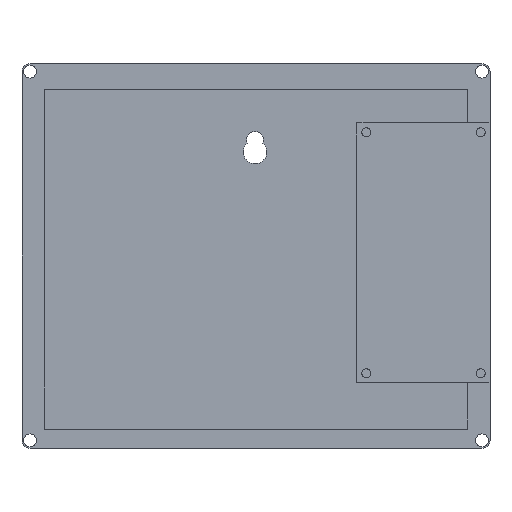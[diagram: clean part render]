
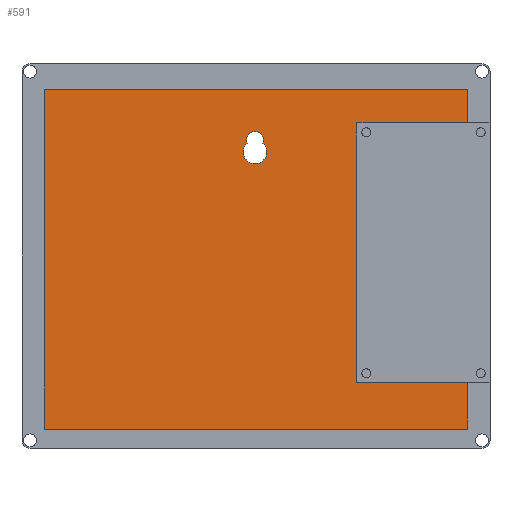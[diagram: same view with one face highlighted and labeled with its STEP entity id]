
A CAD part, front view. The second image highlights one B-rep face of the part: STEP entity #591.
In plain terms, the highlighted planar face has unit normal (0, -1, 0).
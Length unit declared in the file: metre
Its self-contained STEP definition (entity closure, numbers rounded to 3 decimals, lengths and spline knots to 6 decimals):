
#48=CIRCLE('',#659,0.003665);
#49=CIRCLE('',#661,0.002627);
#184=ORIENTED_EDGE('',*,*,#273,.F.);
#185=ORIENTED_EDGE('',*,*,#235,.T.);
#186=ORIENTED_EDGE('',*,*,#249,.F.);
#187=ORIENTED_EDGE('',*,*,#246,.F.);
#188=ORIENTED_EDGE('',*,*,#242,.T.);
#189=ORIENTED_EDGE('',*,*,#270,.T.);
#190=ORIENTED_EDGE('',*,*,#264,.F.);
#191=ORIENTED_EDGE('',*,*,#239,.F.);
#192=ORIENTED_EDGE('',*,*,#275,.F.);
#193=ORIENTED_EDGE('',*,*,#277,.F.);
#235=EDGE_CURVE('',#310,#309,#353,.T.);
#239=EDGE_CURVE('',#311,#312,#357,.T.);
#242=EDGE_CURVE('',#314,#315,#360,.T.);
#246=EDGE_CURVE('',#314,#318,#364,.T.);
#249=EDGE_CURVE('',#318,#309,#367,.T.);
#264=EDGE_CURVE('',#312,#326,#378,.T.);
#270=EDGE_CURVE('',#315,#326,#381,.T.);
#273=EDGE_CURVE('',#310,#311,#383,.T.);
#275=EDGE_CURVE('',#332,#333,#48,.T.);
#277=EDGE_CURVE('',#333,#332,#49,.T.);
#309=VERTEX_POINT('',#910);
#310=VERTEX_POINT('',#912);
#311=VERTEX_POINT('',#917);
#312=VERTEX_POINT('',#919);
#314=VERTEX_POINT('',#925);
#315=VERTEX_POINT('',#926);
#318=VERTEX_POINT('',#934);
#326=VERTEX_POINT('',#969);
#332=VERTEX_POINT('',#993);
#333=VERTEX_POINT('',#995);
#353=LINE('',#911,#401);
#357=LINE('',#918,#405);
#360=LINE('',#924,#408);
#364=LINE('',#933,#412);
#367=LINE('',#939,#415);
#378=LINE('',#968,#426);
#381=LINE('',#983,#429);
#383=LINE('',#990,#431);
#401=VECTOR('',#728,1.);
#405=VECTOR('',#734,1.);
#408=VECTOR('',#739,1.);
#412=VECTOR('',#745,1.);
#415=VECTOR('',#750,1.);
#426=VECTOR('',#785,1.);
#429=VECTOR('',#802,1.);
#431=VECTOR('',#812,1.);
#476=EDGE_LOOP('',(#184,#185,#186,#187,#188,#189,#190,#191));
#477=EDGE_LOOP('',(#192,#193));
#532=FACE_BOUND('',#476,.T.);
#533=FACE_BOUND('',#477,.T.);
#561=PLANE('',#662);
#591=ADVANCED_FACE('',(#532,#533),#561,.T.);
#659=AXIS2_PLACEMENT_3D('',#994,#816,#817);
#661=AXIS2_PLACEMENT_3D('',#998,#821,#822);
#662=AXIS2_PLACEMENT_3D('',#999,#823,#824);
#728=DIRECTION('',(1.,0.,0.));
#734=DIRECTION('',(1.,0.,0.));
#739=DIRECTION('',(0.,0.,-1.));
#745=DIRECTION('',(1.,0.,0.));
#750=DIRECTION('',(0.,0.,-1.));
#785=DIRECTION('',(0.,0.,-1.));
#802=DIRECTION('',(1.,0.,0.));
#812=DIRECTION('',(0.,0.,-1.));
#816=DIRECTION('',(0.,-1.,0.));
#817=DIRECTION('',(0.,0.,-1.));
#821=DIRECTION('',(0.,-1.,0.));
#822=DIRECTION('',(0.,0.,-1.));
#823=DIRECTION('',(0.,-1.,0.));
#824=DIRECTION('',(1.,0.,0.));
#910=CARTESIAN_POINT('',(0.066301,-0.003,0.039569));
#911=CARTESIAN_POINT('',(0.065301,-0.003,0.039569));
#912=CARTESIAN_POINT('',(0.031801,-0.003,0.039569));
#917=CARTESIAN_POINT('',(0.031801,-0.003,-0.041431));
#918=CARTESIAN_POINT('',(0.065301,-0.003,-0.041431));
#919=CARTESIAN_POINT('',(0.066301,-0.003,-0.041431));
#924=CARTESIAN_POINT('',(-0.065699,-0.003,-0.002931));
#925=CARTESIAN_POINT('',(-0.065699,-0.003,0.050069));
#926=CARTESIAN_POINT('',(-0.065699,-0.003,-0.055931));
#933=CARTESIAN_POINT('',(0.000301,-0.003,0.050069));
#934=CARTESIAN_POINT('',(0.066301,-0.003,0.050069));
#939=CARTESIAN_POINT('',(0.066301,-0.003,0.044819));
#968=CARTESIAN_POINT('',(0.066301,-0.003,-0.048681));
#969=CARTESIAN_POINT('',(0.066301,-0.003,-0.055931));
#983=CARTESIAN_POINT('',(0.000301,-0.003,-0.055931));
#990=CARTESIAN_POINT('',(0.031801,-0.003,-0.000931));
#993=CARTESIAN_POINT('',(-0.002413,-0.003,0.033258));
#994=CARTESIAN_POINT('',(0.,-0.003,0.030499));
#995=CARTESIAN_POINT('',(0.002413,-0.003,0.033258));
#998=CARTESIAN_POINT('',(0.,-0.003,0.034295));
#999=CARTESIAN_POINT('',(0.000301,-0.003,-0.001931));
